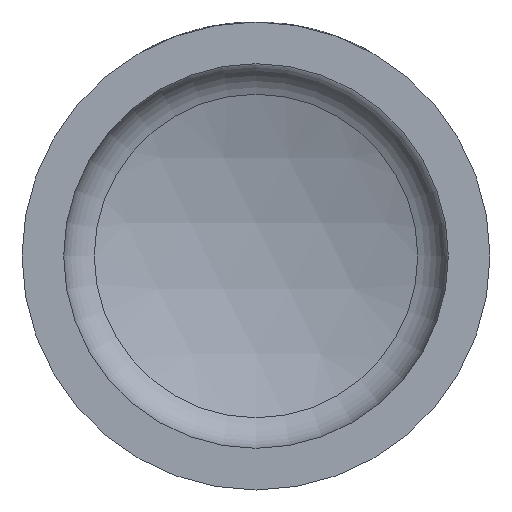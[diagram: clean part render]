
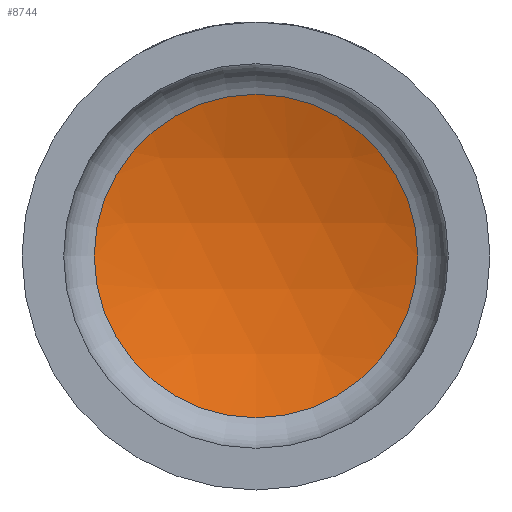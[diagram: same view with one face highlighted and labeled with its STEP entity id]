
A CAD part, front view. The second image highlights one B-rep face of the part: STEP entity #8744.
In plain terms, the highlighted spherical face has radius 33.7 mm.
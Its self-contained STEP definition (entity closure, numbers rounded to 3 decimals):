
#668 = EDGE_LOOP ( 'NONE', ( #2158 ) ) ;
#2158 = ORIENTED_EDGE ( 'NONE', *, *, #16304, .T. ) ;
#2304 = DIRECTION ( 'NONE',  ( 0., 0., 1. ) ) ;
#3170 = CIRCLE ( 'NONE', #4094, 11.644 ) ;
#4094 = AXIS2_PLACEMENT_3D ( 'NONE', #15972, #8756, #5828 ) ;
#5040 = VERTEX_POINT ( 'NONE', #8527 ) ;
#5828 = DIRECTION ( 'NONE',  ( 0., 0., -1. ) ) ;
#8109 = CARTESIAN_POINT ( 'NONE',  ( 0., -16.462, 0. ) ) ;
#8527 = CARTESIAN_POINT ( 'NONE',  ( 0., 15.162, -11.644 ) ) ;
#8744 = ADVANCED_FACE ( 'NONE', ( #13132 ), #11778, .F. ) ;
#8756 = DIRECTION ( 'NONE',  ( 0., -1., 0. ) ) ;
#9389 = AXIS2_PLACEMENT_3D ( 'NONE', #8109, #2304, #15243 ) ;
#11778 = SPHERICAL_SURFACE ( 'NONE', #9389, 33.7 ) ;
#13132 = FACE_OUTER_BOUND ( 'NONE', #668, .T. ) ;
#15243 = DIRECTION ( 'NONE',  ( 1., 0., 0. ) ) ;
#15972 = CARTESIAN_POINT ( 'NONE',  ( 0., 15.162, 0. ) ) ;
#16304 = EDGE_CURVE ( 'NONE', #5040, #5040, #3170, .T. ) ;
